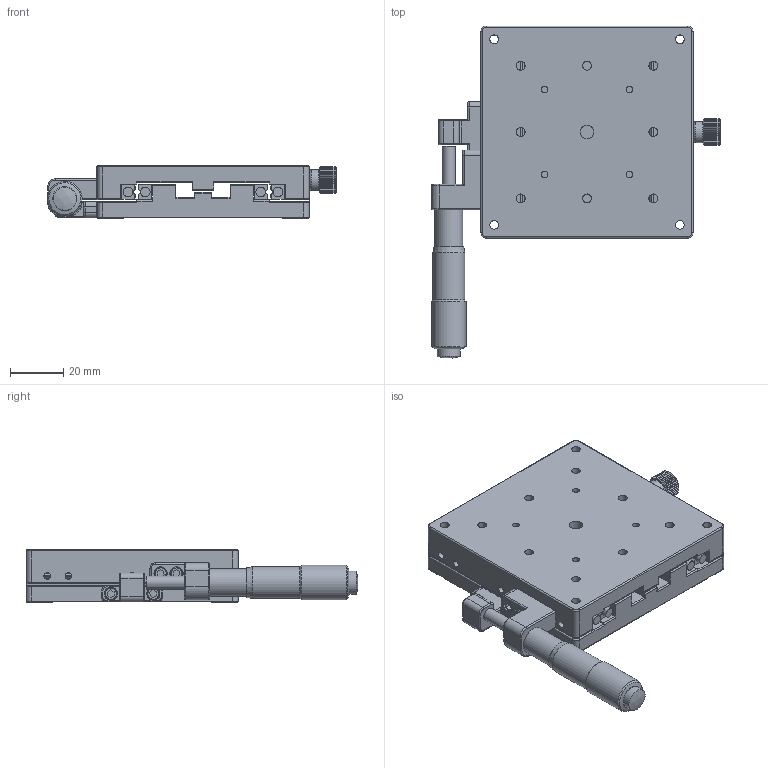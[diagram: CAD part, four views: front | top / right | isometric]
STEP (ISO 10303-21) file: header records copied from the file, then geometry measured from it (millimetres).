
FILE_DESCRIPTION (( 'STEP AP214' ), '1' );
FILE_NAME ('SPYZ80L 忒雄弇痄怢.STEP', '2021-08-05T00:53:49', ( '' ), ( '' ), 'SwSTEP 2.0', 'SolidWorks 2018', '' );
FILE_SCHEMA (( 'AUTOMOTIVE_DESIGN' ));
Length unit declared in the file: millimetre
Products named in the file (1): SPYZ80L 忒雄弇痄怢
Bounding box: 108.9 x 125.18 x 20 mm (x, y, z)
Surface area: 45687.7 mm2 (no closed solid volume)
Topology: 0 solids, 26 shells, 583 faces, 1962 edges, 1354 vertices
Faces by surface type: plane 314, cylinder 181, torus 35, bspline 32, cone 20, sphere 1
Full cylindrical faces by diameter (mm): 2.5 x12, 3 x1, 3.3 x12, 3.5 x2, 3.6 x8, 4.4 x6, 4.5 x5, 5 x6, 8 x5, 8.734 x1, 9.5 x1, 10.5 x1, 12.102 x1, 13.002 x1
Entity records: 32646 total; most frequent: CARTESIAN_POINT 10155, DIRECTION 3121, ORIENTED_EDGE 3048, EDGE_CURVE 1849, VERTEX_POINT 1322, AXIS2_PLACEMENT_3D 1048, LINE 1025, VECTOR 1025
